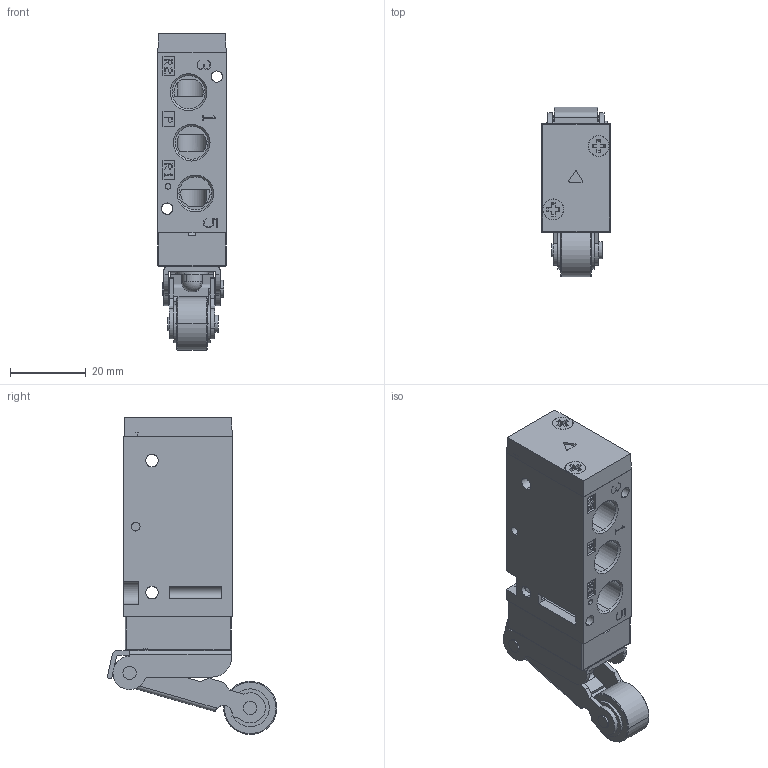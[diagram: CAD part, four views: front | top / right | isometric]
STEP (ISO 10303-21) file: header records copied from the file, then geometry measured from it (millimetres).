
FILE_DESCRIPTION (( 'STEP AP203' ), '1' );
FILE_NAME ('RLV210-1RP.STEP', '2013-02-01T07:06:36', ( '' ), ( '' ), 'SwSTEP 2.0', 'SolidWorks 2008', '' );
FILE_SCHEMA (( 'CONFIG_CONTROL_DESIGN' ));
Length unit declared in the file: millimetre
Products named in the file (13): RLV210-1RP; SF2000-Body_ル遽; BodyCover_ル遽; New RLV310 semi pilot(040330); BodyCoverBolt(M3xL8)_ル遽; PMV110 push button; LEVER SET(14ROLLER)_17-ROLLER; LEVER SET-2_晦獄 撲薑; LEVER SET-1_晦獄 撲薑; LEVER SET-3_晦獄 撲薑; 葬漯(11.9L)_晦獄 撲薑; 葬漯(14.8L)_晦獄 撲薑; 14-ROLLER_晦獄 撲薑
Assembly tree (15 placements, depth 3):
  RLV210-1RP
    BodyCoverBolt(M3xL8)_ル遽  x4
    New RLV310 semi pilot(040330)
    BodyCover_ル遽
    LEVER SET(14ROLLER)_17-ROLLER
      LEVER SET-3_晦獄 撲薑
      LEVER SET-1_晦獄 撲薑
      葬漯(11.9L)_晦獄 撲薑
      14-ROLLER_晦獄 撲薑
      葬漯(14.8L)_晦獄 撲薑
      LEVER SET-2_晦獄 撲薑
    SF2000-Body_ル遽
    PMV110 push button
Bounding box: 18.1 x 44.69 x 83.52 mm (x, y, z)
Volume: 25490.5 mm3; surface area: 20613.4 mm2
Topology: 14 solids, 14 shells, 992 faces, 2559 edges, 1632 vertices
Faces by surface type: plane 540, cylinder 273, cone 173, sphere 6
Entity records: 27608 total; most frequent: CARTESIAN_POINT 5028, DIRECTION 4441, ORIENTED_EDGE 4374, EDGE_CURVE 2187, VECTOR 1523, LINE 1523, AXIS2_PLACEMENT_3D 1459, VERTEX_POINT 1422
